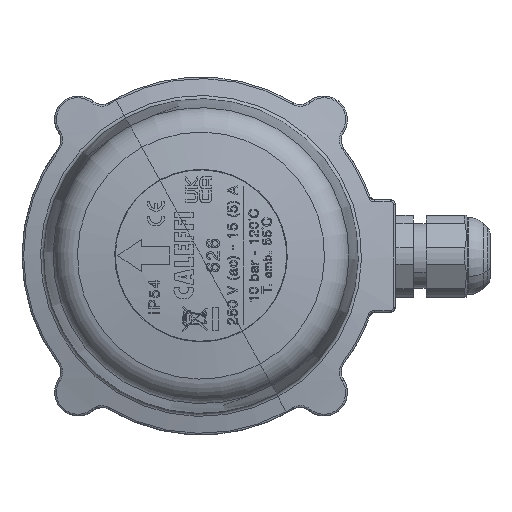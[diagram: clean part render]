
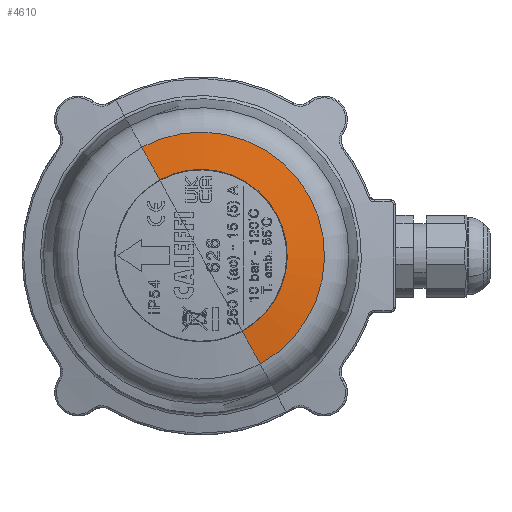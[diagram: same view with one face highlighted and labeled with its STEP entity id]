
A CAD part, top view. The second image highlights one B-rep face of the part: STEP entity #4610.
In plain terms, the highlighted spherical face has radius 152.5 mm.
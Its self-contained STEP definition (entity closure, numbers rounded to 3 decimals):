
#4558=CARTESIAN_POINT('Vertex',(-13.728,26.984,-36.015)) ;
#4561=CARTESIAN_POINT('Axis2P3D Location',(0.,1.855,-36.015)) ;
#4565=CARTESIAN_POINT('Vertex',(13.728,-23.274,-36.015)) ;
#4580=CARTESIAN_POINT('Axis2P3D Location',(0.,1.855,-185.802)) ;
#4585=CARTESIAN_POINT('Axis2P3D Location',(0.,1.855,-185.802)) ;
#4589=CARTESIAN_POINT('Vertex',(-9.589,19.407,-34.62)) ;
#4592=CARTESIAN_POINT('Axis2P3D Location',(0.,1.855,-34.62)) ;
#4596=CARTESIAN_POINT('Vertex',(9.589,-15.697,-34.62)) ;
#4599=CARTESIAN_POINT('Axis2P3D Location',(0.,1.855,-185.802)) ;
#4562=DIRECTION('Axis2P3D Direction',(0.,0.,1.)) ;
#4581=DIRECTION('Axis2P3D Direction',(0.,0.,1.)) ;
#4582=DIRECTION('Axis2P3D XDirection',(-0.479,0.878,0.)) ;
#4586=DIRECTION('Axis2P3D Direction',(0.878,0.479,0.)) ;
#4593=DIRECTION('Axis2P3D Direction',(0.,0.,1.)) ;
#4600=DIRECTION('Axis2P3D Direction',(-0.878,-0.479,0.)) ;
#4563=AXIS2_PLACEMENT_3D('Circle Axis2P3D',#4561,#4562,$) ;
#4583=AXIS2_PLACEMENT_3D('Sphere Axis2P3D',#4580,#4581,#4582) ;
#4587=AXIS2_PLACEMENT_3D('Circle Axis2P3D',#4585,#4586,$) ;
#4594=AXIS2_PLACEMENT_3D('Circle Axis2P3D',#4592,#4593,$) ;
#4601=AXIS2_PLACEMENT_3D('Circle Axis2P3D',#4599,#4600,$) ;
#4564=CIRCLE('generated circle',#4563,28.634) ;
#4588=CIRCLE('generated circle',#4587,152.5) ;
#4595=CIRCLE('generated circle',#4594,20.) ;
#4602=CIRCLE('generated circle',#4601,152.5) ;
#4584=SPHERICAL_SURFACE('',#4583,152.5) ;
#4567=EDGE_CURVE('',#4566,#4559,#4564,.T.) ;
#4591=EDGE_CURVE('',#4559,#4590,#4588,.T.) ;
#4598=EDGE_CURVE('',#4597,#4590,#4595,.T.) ;
#4603=EDGE_CURVE('',#4566,#4597,#4602,.T.) ;
#4605=ORIENTED_EDGE('',*,*,#4591,.T.) ;
#4606=ORIENTED_EDGE('',*,*,#4598,.F.) ;
#4607=ORIENTED_EDGE('',*,*,#4603,.F.) ;
#4608=ORIENTED_EDGE('',*,*,#4567,.T.) ;
#4604=EDGE_LOOP('',(#4605,#4606,#4607,#4608)) ;
#4559=VERTEX_POINT('',#4558) ;
#4566=VERTEX_POINT('',#4565) ;
#4590=VERTEX_POINT('',#4589) ;
#4597=VERTEX_POINT('',#4596) ;
#4610=ADVANCED_FACE('PartBody',(#4609),#4584,.T.) ;
#4609=FACE_OUTER_BOUND('',#4604,.T.) ;
